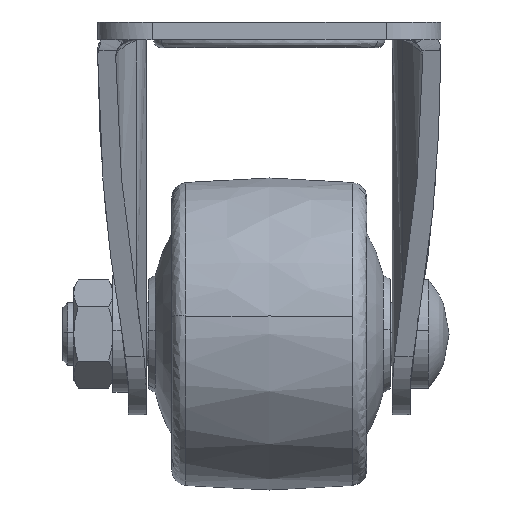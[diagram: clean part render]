
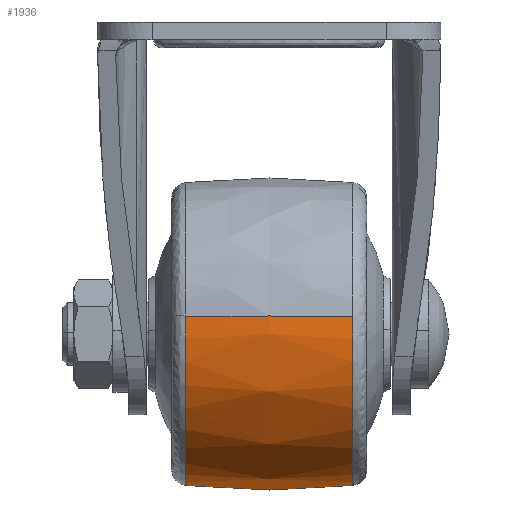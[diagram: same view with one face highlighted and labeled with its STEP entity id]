
A CAD part, left-side view. The second image highlights one B-rep face of the part: STEP entity #1936.
In plain terms, the highlighted free-form (B-spline) face has degree [2, 2] with [3, 9] control points.
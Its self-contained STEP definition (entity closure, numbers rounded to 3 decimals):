
#1486=CARTESIAN_POINT('',(0.0,10.714,-20.576));
#1487=VERTEX_POINT('',#1486);
#1501=CARTESIAN_POINT('',(19.271,10.714,-42.435));
#1502=VERTEX_POINT('',#1501);
#1503=CARTESIAN_POINT('',(19.271,10.714,-42.435));
#1504=CARTESIAN_POINT('',(19.424,10.714,-41.222));
#1505=CARTESIAN_POINT('',(19.424,10.714,-40.0));
#1506=CARTESIAN_POINT('',(19.424,10.714,-20.576));
#1507=CARTESIAN_POINT('',(0.0,10.714,-20.576));
#1515=(BOUNDED_CURVE()B_SPLINE_CURVE(2,(#1503,#1504,#1505,#1506,#1507),.UNSPECIFIED.,.F.,.U.)B_SPLINE_CURVE_WITH_KNOTS((3,2,3),(0.228,0.25,0.5),.UNSPECIFIED.)CURVE()GEOMETRIC_REPRESENTATION_ITEM()RATIONAL_B_SPLINE_CURVE((0.954,0.975,1.0,0.707,1.0))REPRESENTATION_ITEM(''));
#1516=EDGE_CURVE('',#1502,#1487,#1515,.T.);
#1573=CARTESIAN_POINT('',(0.0,10.714,-59.424));
#1574=VERTEX_POINT('',#1573);
#1575=CARTESIAN_POINT('',(0.0,10.714,-59.424));
#1576=CARTESIAN_POINT('',(17.125,10.714,-59.424));
#1577=CARTESIAN_POINT('',(19.271,10.714,-42.435));
#1585=(BOUNDED_CURVE()B_SPLINE_CURVE(2,(#1575,#1576,#1577),.UNSPECIFIED.,.F.,.U.)B_SPLINE_CURVE_WITH_KNOTS((3,3),(0.0,0.228),.UNSPECIFIED.)CURVE()GEOMETRIC_REPRESENTATION_ITEM()RATIONAL_B_SPLINE_CURVE((1.0,0.733,0.954))REPRESENTATION_ITEM(''));
#1586=EDGE_CURVE('',#1574,#1502,#1585,.T.);
#1588=CARTESIAN_POINT('',(-19.294,10.714,-37.757));
#1589=VERTEX_POINT('',#1588);
#1590=CARTESIAN_POINT('',(-19.294,10.714,-37.757));
#1591=CARTESIAN_POINT('',(-19.424,10.714,-38.875));
#1592=CARTESIAN_POINT('',(-19.424,10.714,-40.));
#1593=CARTESIAN_POINT('',(-19.424,10.714,-59.424));
#1594=CARTESIAN_POINT('',(0.0,10.714,-59.424));
#1602=(BOUNDED_CURVE()B_SPLINE_CURVE(2,(#1590,#1591,#1592,#1593,#1594),.UNSPECIFIED.,.F.,.U.)B_SPLINE_CURVE_WITH_KNOTS((3,2,3),(0.73,0.75,1.0),.UNSPECIFIED.)CURVE()GEOMETRIC_REPRESENTATION_ITEM()RATIONAL_B_SPLINE_CURVE((0.957,0.977,1.0,0.707,1.0))REPRESENTATION_ITEM(''));
#1603=EDGE_CURVE('',#1589,#1574,#1602,.T.);
#1654=CARTESIAN_POINT('',(5.293,-10.714,-58.689));
#1655=VERTEX_POINT('',#1654);
#1656=CARTESIAN_POINT('',(19.326,-10.714,-38.051));
#1657=VERTEX_POINT('',#1656);
#1658=CARTESIAN_POINT('',(5.293,-10.714,-58.689));
#1659=CARTESIAN_POINT('',(19.424,-10.714,-54.687));
#1660=CARTESIAN_POINT('',(19.424,-10.714,-40.));
#1661=CARTESIAN_POINT('',(19.424,-10.714,-39.023));
#1662=CARTESIAN_POINT('',(19.326,-10.714,-38.051));
#1670=(BOUNDED_CURVE()B_SPLINE_CURVE(2,(#1658,#1659,#1660,#1661,#1662),.UNSPECIFIED.,.F.,.U.)B_SPLINE_CURVE_WITH_KNOTS((3,2,3),(0.046,0.25,0.267),.UNSPECIFIED.)CURVE()GEOMETRIC_REPRESENTATION_ITEM()RATIONAL_B_SPLINE_CURVE((0.911,0.761,1.0,0.98,0.962))REPRESENTATION_ITEM(''));
#1671=EDGE_CURVE('',#1655,#1657,#1670,.T.);
#1756=CARTESIAN_POINT('',(0.0,-10.714,-59.424));
#1757=VERTEX_POINT('',#1756);
#1758=CARTESIAN_POINT('',(0.0,-10.714,-59.424));
#1759=CARTESIAN_POINT('',(2.697,-10.714,-59.424));
#1760=CARTESIAN_POINT('',(5.293,-10.714,-58.689));
#1768=(BOUNDED_CURVE()B_SPLINE_CURVE(2,(#1758,#1759,#1760),.UNSPECIFIED.,.F.,.U.)B_SPLINE_CURVE_WITH_KNOTS((3,3),(0.0,0.046),.UNSPECIFIED.)CURVE()GEOMETRIC_REPRESENTATION_ITEM()RATIONAL_B_SPLINE_CURVE((1.0,0.946,0.911))REPRESENTATION_ITEM(''));
#1769=EDGE_CURVE('',#1757,#1655,#1768,.T.);
#1818=CARTESIAN_POINT('',(0.0,-10.714,-20.576));
#1819=VERTEX_POINT('',#1818);
#1820=CARTESIAN_POINT('',(19.326,-10.714,-38.051));
#1821=CARTESIAN_POINT('',(17.564,-10.714,-20.576));
#1822=CARTESIAN_POINT('',(0.0,-10.714,-20.576));
#1830=(BOUNDED_CURVE()B_SPLINE_CURVE(2,(#1820,#1821,#1822),.UNSPECIFIED.,.F.,.U.)B_SPLINE_CURVE_WITH_KNOTS((3,3),(0.267,0.5),.UNSPECIFIED.)CURVE()GEOMETRIC_REPRESENTATION_ITEM()RATIONAL_B_SPLINE_CURVE((0.962,0.728,1.0))REPRESENTATION_ITEM(''));
#1831=EDGE_CURVE('',#1657,#1819,#1830,.T.);
#1833=CARTESIAN_POINT('',(-19.294,-10.714,-37.757));
#1834=VERTEX_POINT('',#1833);
#1848=CARTESIAN_POINT('',(-19.294,-10.714,-37.757));
#1849=CARTESIAN_POINT('',(-19.424,-10.714,-38.875));
#1850=CARTESIAN_POINT('',(-19.424,-10.714,-40.));
#1851=CARTESIAN_POINT('',(-19.424,-10.714,-59.424));
#1852=CARTESIAN_POINT('',(0.0,-10.714,-59.424));
#1860=(BOUNDED_CURVE()B_SPLINE_CURVE(2,(#1848,#1849,#1850,#1851,#1852),.UNSPECIFIED.,.F.,.U.)B_SPLINE_CURVE_WITH_KNOTS((3,2,3),(0.73,0.75,1.0),.UNSPECIFIED.)CURVE()GEOMETRIC_REPRESENTATION_ITEM()RATIONAL_B_SPLINE_CURVE((0.957,0.977,1.0,0.707,1.0))REPRESENTATION_ITEM(''));
#1861=EDGE_CURVE('',#1834,#1757,#1860,.T.);
#1866=CARTESIAN_POINT('',(-19.175,-11.778,-37.771));
#1867=CARTESIAN_POINT('',(-20.562,0.,-37.61));
#1868=CARTESIAN_POINT('',(-19.175,11.778,-37.771));
#1869=CARTESIAN_POINT('',(-19.304,-11.778,-38.882));
#1870=CARTESIAN_POINT('',(-20.701,0.,-38.801));
#1871=CARTESIAN_POINT('',(-19.304,11.778,-38.882));
#1872=CARTESIAN_POINT('',(-19.304,-11.778,-40.0));
#1873=CARTESIAN_POINT('',(-20.701,0.,-40.));
#1874=CARTESIAN_POINT('',(-19.304,11.778,-40.));
#1875=CARTESIAN_POINT('',(-19.304,-11.778,-59.304));
#1876=CARTESIAN_POINT('',(-20.701,0.,-60.701));
#1877=CARTESIAN_POINT('',(-19.304,11.778,-59.304));
#1878=CARTESIAN_POINT('',(0.0,-11.778,-59.304));
#1879=CARTESIAN_POINT('',(0.0,0.,-60.701));
#1880=CARTESIAN_POINT('',(0.0,11.778,-59.304));
#1881=CARTESIAN_POINT('',(19.304,-11.778,-59.304));
#1882=CARTESIAN_POINT('',(20.701,0.,-60.701));
#1883=CARTESIAN_POINT('',(19.304,11.778,-59.304));
#1884=CARTESIAN_POINT('',(19.304,-11.778,-40.0));
#1885=CARTESIAN_POINT('',(20.701,0.,-40.));
#1886=CARTESIAN_POINT('',(19.304,11.778,-40.));
#1887=CARTESIAN_POINT('',(19.304,-11.778,-20.696));
#1888=CARTESIAN_POINT('',(20.701,0.,-19.299));
#1889=CARTESIAN_POINT('',(19.304,11.778,-20.696));
#1890=CARTESIAN_POINT('',(0.0,-11.778,-20.696));
#1891=CARTESIAN_POINT('',(0.0,0.,-19.299));
#1892=CARTESIAN_POINT('',(0.0,11.778,-20.696));
#1900=(BOUNDED_SURFACE()B_SPLINE_SURFACE(2,2,((#1866,#1869,#1872,#1875,#1878,#1881,#1884,#1887,#1890),(#1867,#1870,#1873,#1876,#1879,#1882,#1885,#1888,#1891),(#1868,#1871,#1874,#1877,#1880,#1883,#1886,#1889,#1892)),.UNSPECIFIED.,.F.,.F.,.U.)B_SPLINE_SURFACE_WITH_KNOTS((3,3),(3,2,2,2,3),(0.0,23.637),(0.0,2.651,35.788,68.925,102.062),.UNSPECIFIED.)GEOMETRIC_REPRESENTATION_ITEM()RATIONAL_B_SPLINE_SURFACE(((0.864,0.882,0.903,0.639,0.903,0.639,0.903,0.639,0.903),(0.858,0.876,0.897,0.634,0.897,0.634,0.897,0.634,0.897),(0.864,0.882,0.903,0.639,0.903,0.639,0.903,0.639,0.903)))REPRESENTATION_ITEM('')SURFACE());
#1901=ORIENTED_EDGE('',*,*,#1603,.T.);
#1902=ORIENTED_EDGE('',*,*,#1586,.T.);
#1903=ORIENTED_EDGE('',*,*,#1516,.T.);
#1904=CARTESIAN_POINT('',(0.0,-10.714,-20.576));
#1905=CARTESIAN_POINT('',(0.0,0.,-19.421));
#1906=CARTESIAN_POINT('',(0.0,10.714,-20.576));
#1914=(BOUNDED_CURVE()B_SPLINE_CURVE(2,(#1904,#1905,#1906),.UNSPECIFIED.,.F.,.U.)B_SPLINE_CURVE_WITH_KNOTS((3,3),(0.419,0.581),.UNSPECIFIED.)CURVE()GEOMETRIC_REPRESENTATION_ITEM()RATIONAL_B_SPLINE_CURVE((0.903,0.897,0.903))REPRESENTATION_ITEM(''));
#1915=EDGE_CURVE('',#1819,#1487,#1914,.T.);
#1916=ORIENTED_EDGE('',*,*,#1915,.F.);
#1917=ORIENTED_EDGE('',*,*,#1831,.F.);
#1918=ORIENTED_EDGE('',*,*,#1671,.F.);
#1919=ORIENTED_EDGE('',*,*,#1769,.F.);
#1920=ORIENTED_EDGE('',*,*,#1861,.F.);
#1921=CARTESIAN_POINT('',(-19.294,-10.714,-37.757));
#1922=CARTESIAN_POINT('',(-20.441,0.,-37.624));
#1923=CARTESIAN_POINT('',(-19.294,10.714,-37.757));
#1931=(BOUNDED_CURVE()B_SPLINE_CURVE(2,(#1921,#1922,#1923),.UNSPECIFIED.,.F.,.U.)B_SPLINE_CURVE_WITH_KNOTS((3,3),(0.419,0.581),.UNSPECIFIED.)CURVE()GEOMETRIC_REPRESENTATION_ITEM()RATIONAL_B_SPLINE_CURVE((0.864,0.859,0.864))REPRESENTATION_ITEM(''));
#1932=EDGE_CURVE('',#1834,#1589,#1931,.T.);
#1933=ORIENTED_EDGE('',*,*,#1932,.T.);
#1934=EDGE_LOOP('',(#1901,#1902,#1903,#1916,#1917,#1918,#1919,#1920,#1933));
#1935=FACE_OUTER_BOUND('',#1934,.T.);
#1936=ADVANCED_FACE('',(#1935),#1900,.T.);
